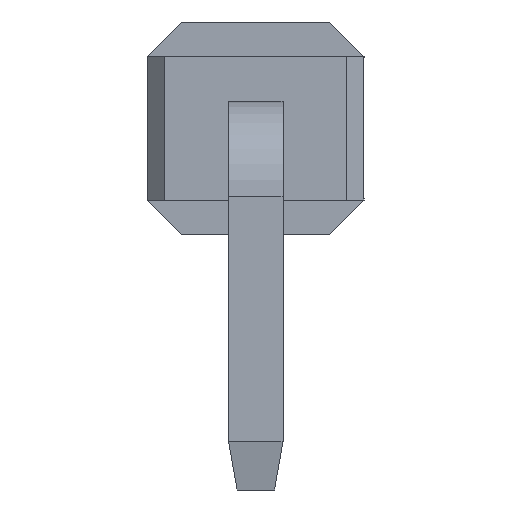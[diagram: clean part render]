
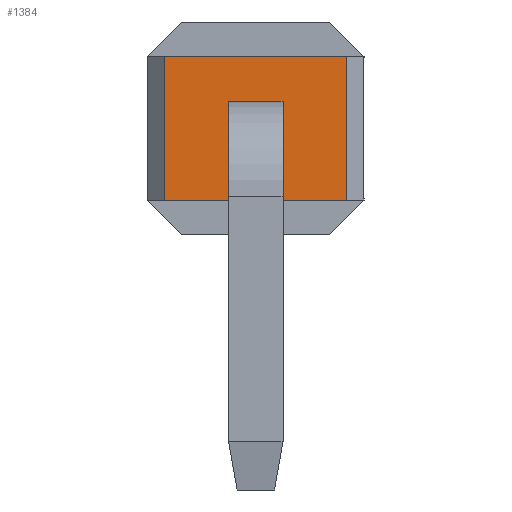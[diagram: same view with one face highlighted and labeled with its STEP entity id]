
A CAD part, front view. The second image highlights one B-rep face of the part: STEP entity #1384.
In plain terms, the highlighted planar face has unit normal (0, -1, 0).
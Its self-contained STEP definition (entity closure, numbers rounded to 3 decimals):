
#5 = VECTOR ( 'NONE', #812, 1000. ) ;
#17 = DIRECTION ( 'NONE',  ( -1., 0., 0. ) ) ;
#27 = VERTEX_POINT ( 'NONE', #634 ) ;
#82 = LINE ( 'NONE', #643, #1272 ) ;
#97 = ORIENTED_EDGE ( 'NONE', *, *, #836, .F. ) ;
#118 = VECTOR ( 'NONE', #1512, 1000. ) ;
#153 = ORIENTED_EDGE ( 'NONE', *, *, #1162, .T. ) ;
#154 = CARTESIAN_POINT ( 'NONE',  ( -1.27, 0.54, -0.85 ) ) ;
#156 = ORIENTED_EDGE ( 'NONE', *, *, #534, .T. ) ;
#264 = CARTESIAN_POINT ( 'NONE',  ( -1.27, 0.54, 0.85 ) ) ;
#290 = CARTESIAN_POINT ( 'NONE',  ( -0.32, 0.54, 0.32 ) ) ;
#306 = VECTOR ( 'NONE', #17, 1000. ) ;
#338 = VERTEX_POINT ( 'NONE', #1179 ) ;
#371 = CARTESIAN_POINT ( 'NONE',  ( -0.32, 0.54, 0.32 ) ) ;
#398 = FACE_BOUND ( 'NONE', #1066, .T. ) ;
#444 = VERTEX_POINT ( 'NONE', #863 ) ;
#457 = CARTESIAN_POINT ( 'NONE',  ( 1.07, 0.54, -0.85 ) ) ;
#471 = ORIENTED_EDGE ( 'NONE', *, *, #773, .T. ) ;
#491 = VERTEX_POINT ( 'NONE', #496 ) ;
#495 = EDGE_LOOP ( 'NONE', ( #674, #1124, #703, #97 ) ) ;
#496 = CARTESIAN_POINT ( 'NONE',  ( 1.07, 0.54, -0.85 ) ) ;
#520 = EDGE_CURVE ( 'NONE', #27, #338, #82, .T. ) ;
#530 = LINE ( 'NONE', #1040, #872 ) ;
#534 = EDGE_CURVE ( 'NONE', #1254, #27, #1453, .T. ) ;
#535 = CARTESIAN_POINT ( 'NONE',  ( 1.07, 0.54, 0.85 ) ) ;
#581 = LINE ( 'NONE', #1072, #118 ) ;
#625 = CARTESIAN_POINT ( 'NONE',  ( -0.32, 0.54, -0.32 ) ) ;
#628 = VERTEX_POINT ( 'NONE', #1034 ) ;
#634 = CARTESIAN_POINT ( 'NONE',  ( 0.32, 0.54, 0.32 ) ) ;
#643 = CARTESIAN_POINT ( 'NONE',  ( 0.32, 0.54, 0.32 ) ) ;
#660 = EDGE_CURVE ( 'NONE', #628, #1115, #530, .T. ) ;
#667 = VECTOR ( 'NONE', #982, 1000. ) ;
#674 = ORIENTED_EDGE ( 'NONE', *, *, #1208, .T. ) ;
#700 = LINE ( 'NONE', #1171, #306 ) ;
#703 = ORIENTED_EDGE ( 'NONE', *, *, #660, .F. ) ;
#706 = DIRECTION ( 'NONE',  ( 1., 0., 0. ) ) ;
#751 = VECTOR ( 'NONE', #706, 1000. ) ;
#773 = EDGE_CURVE ( 'NONE', #338, #1520, #700, .T. ) ;
#798 = DIRECTION ( 'NONE',  ( 0., 1., 0. ) ) ;
#812 = DIRECTION ( 'NONE',  ( 0., 0., 1. ) ) ;
#836 = EDGE_CURVE ( 'NONE', #444, #628, #581, .T. ) ;
#863 = CARTESIAN_POINT ( 'NONE',  ( -1.07, 0.54, -0.85 ) ) ;
#872 = VECTOR ( 'NONE', #1479, 1000. ) ;
#883 = DIRECTION ( 'NONE',  ( 1., 0., 0. ) ) ;
#912 = FACE_OUTER_BOUND ( 'NONE', #495, .T. ) ;
#981 = ORIENTED_EDGE ( 'NONE', *, *, #520, .T. ) ;
#982 = DIRECTION ( 'NONE',  ( 0., 0., 1. ) ) ;
#1032 = VECTOR ( 'NONE', #883, 1000. ) ;
#1034 = CARTESIAN_POINT ( 'NONE',  ( -1.07, 0.54, 0.85 ) ) ;
#1040 = CARTESIAN_POINT ( 'NONE',  ( -1.27, 0.54, 0.85 ) ) ;
#1066 = EDGE_LOOP ( 'NONE', ( #981, #471, #153, #156 ) ) ;
#1070 = CARTESIAN_POINT ( 'NONE',  ( -0.32, 0.54, 0.32 ) ) ;
#1072 = CARTESIAN_POINT ( 'NONE',  ( -1.07, 0.54, -0.85 ) ) ;
#1115 = VERTEX_POINT ( 'NONE', #535 ) ;
#1117 = DIRECTION ( 'NONE',  ( 0., 0., -1. ) ) ;
#1124 = ORIENTED_EDGE ( 'NONE', *, *, #1293, .T. ) ;
#1162 = EDGE_CURVE ( 'NONE', #1520, #1254, #1391, .T. ) ;
#1171 = CARTESIAN_POINT ( 'NONE',  ( -0.32, 0.54, -0.32 ) ) ;
#1179 = CARTESIAN_POINT ( 'NONE',  ( 0.32, 0.54, -0.32 ) ) ;
#1208 = EDGE_CURVE ( 'NONE', #444, #491, #1291, .T. ) ;
#1254 = VERTEX_POINT ( 'NONE', #1070 ) ;
#1270 = DIRECTION ( 'NONE',  ( 0., 0., 1. ) ) ;
#1272 = VECTOR ( 'NONE', #1117, 1000. ) ;
#1291 = LINE ( 'NONE', #154, #751 ) ;
#1293 = EDGE_CURVE ( 'NONE', #491, #1115, #1521, .T. ) ;
#1377 = PLANE ( 'NONE',  #1419 ) ;
#1384 = ADVANCED_FACE ( 'NONE', ( #398, #912 ), #1377, .F. ) ;
#1391 = LINE ( 'NONE', #290, #5 ) ;
#1419 = AXIS2_PLACEMENT_3D ( 'NONE', #264, #798, #1270 ) ;
#1453 = LINE ( 'NONE', #371, #1032 ) ;
#1479 = DIRECTION ( 'NONE',  ( 1., 0., 0. ) ) ;
#1512 = DIRECTION ( 'NONE',  ( 0., 0., 1. ) ) ;
#1520 = VERTEX_POINT ( 'NONE', #625 ) ;
#1521 = LINE ( 'NONE', #457, #667 ) ;
